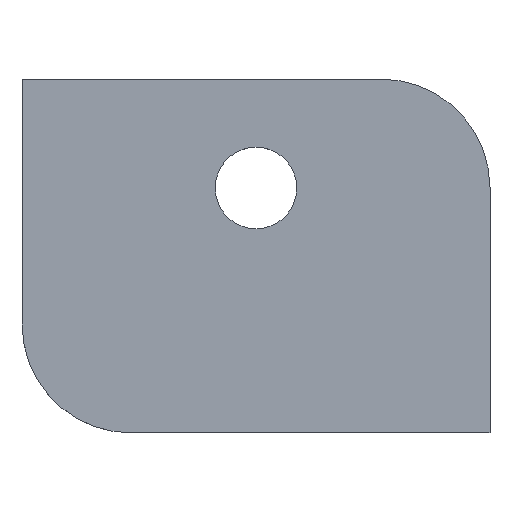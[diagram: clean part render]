
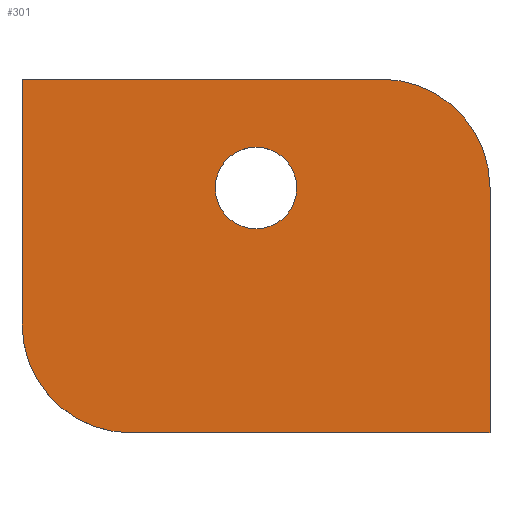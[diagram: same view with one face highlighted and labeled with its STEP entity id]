
A CAD part, top view. The second image highlights one B-rep face of the part: STEP entity #301.
In plain terms, the highlighted planar face has unit normal (0, 0, 1).
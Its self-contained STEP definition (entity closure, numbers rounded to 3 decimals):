
#1 = CARTESIAN_POINT ( 'NONE',  ( 0., 0., 0. ) ) ;
#3 = CARTESIAN_POINT ( 'NONE',  ( -20., 45., 0. ) ) ;
#4 = VERTEX_POINT ( 'NONE', #7 ) ;
#7 = CARTESIAN_POINT ( 'NONE',  ( -20., 65., 0. ) ) ;
#10 = ORIENTED_EDGE ( 'NONE', *, *, #216, .T. ) ;
#13 = VERTEX_POINT ( 'NONE', #40 ) ;
#16 = ORIENTED_EDGE ( 'NONE', *, *, #82, .F. ) ;
#25 = CARTESIAN_POINT ( 'NONE',  ( 0., 65., 0. ) ) ;
#32 = ORIENTED_EDGE ( 'NONE', *, *, #162, .T. ) ;
#33 = DIRECTION ( 'NONE',  ( 1., 0., 0. ) ) ;
#34 = CIRCLE ( 'NONE', #243, 20. ) ;
#35 = CIRCLE ( 'NONE', #92, 7.5 ) ;
#36 = CARTESIAN_POINT ( 'NONE',  ( -50.5, 45., 0. ) ) ;
#40 = CARTESIAN_POINT ( 'NONE',  ( -86., 20., 0. ) ) ;
#47 = VERTEX_POINT ( 'NONE', #113 ) ;
#48 = ORIENTED_EDGE ( 'NONE', *, *, #326, .T. ) ;
#62 = DIRECTION ( 'NONE',  ( 0., 0., 1. ) ) ;
#65 = VERTEX_POINT ( 'NONE', #246 ) ;
#68 = VERTEX_POINT ( 'NONE', #286 ) ;
#82 = EDGE_CURVE ( 'NONE', #298, #349, #35, .T. ) ;
#85 = LINE ( 'NONE', #328, #204 ) ;
#90 = FACE_BOUND ( 'NONE', #333, .T. ) ;
#92 = AXIS2_PLACEMENT_3D ( 'NONE', #167, #292, #142 ) ;
#96 = PLANE ( 'NONE',  #257 ) ;
#99 = AXIS2_PLACEMENT_3D ( 'NONE', #163, #189, #235 ) ;
#113 = CARTESIAN_POINT ( 'NONE',  ( 0., 0., 0. ) ) ;
#118 = DIRECTION ( 'NONE',  ( 0., 0., 1. ) ) ;
#119 = ORIENTED_EDGE ( 'NONE', *, *, #254, .T. ) ;
#142 = DIRECTION ( 'NONE',  ( 1., 0., 0. ) ) ;
#145 = CIRCLE ( 'NONE', #99, 20. ) ;
#151 = LINE ( 'NONE', #25, #171 ) ;
#157 = CARTESIAN_POINT ( 'NONE',  ( -35.5, 45., 0. ) ) ;
#162 = EDGE_CURVE ( 'NONE', #4, #264, #151, .T. ) ;
#163 = CARTESIAN_POINT ( 'NONE',  ( -66., 20., 0. ) ) ;
#167 = CARTESIAN_POINT ( 'NONE',  ( -43., 45., 0. ) ) ;
#169 = EDGE_CURVE ( 'NONE', #68, #4, #34, .T. ) ;
#171 = VECTOR ( 'NONE', #258, 1000. ) ;
#175 = CARTESIAN_POINT ( 'NONE',  ( -43., 45., 0. ) ) ;
#178 = DIRECTION ( 'NONE',  ( 0., 0., 1. ) ) ;
#189 = DIRECTION ( 'NONE',  ( 0., 0., 1. ) ) ;
#197 = DIRECTION ( 'NONE',  ( 0., 1., 0. ) ) ;
#203 = FACE_OUTER_BOUND ( 'NONE', #275, .T. ) ;
#204 = VECTOR ( 'NONE', #33, 1000. ) ;
#206 = DIRECTION ( 'NONE',  ( 1., 0., 0. ) ) ;
#216 = EDGE_CURVE ( 'NONE', #65, #47, #85, .T. ) ;
#223 = VECTOR ( 'NONE', #197, 1000. ) ;
#229 = CARTESIAN_POINT ( 'NONE',  ( 0., 0., 0. ) ) ;
#233 = LINE ( 'NONE', #1, #223 ) ;
#235 = DIRECTION ( 'NONE',  ( 1., 0., 0. ) ) ;
#237 = EDGE_CURVE ( 'NONE', #349, #298, #322, .T. ) ;
#239 = ORIENTED_EDGE ( 'NONE', *, *, #237, .F. ) ;
#243 = AXIS2_PLACEMENT_3D ( 'NONE', #3, #178, #324 ) ;
#246 = CARTESIAN_POINT ( 'NONE',  ( -66., 0., 0. ) ) ;
#254 = EDGE_CURVE ( 'NONE', #47, #68, #233, .T. ) ;
#257 = AXIS2_PLACEMENT_3D ( 'NONE', #229, #62, #206 ) ;
#258 = DIRECTION ( 'NONE',  ( -1., 0., 0. ) ) ;
#261 = DIRECTION ( 'NONE',  ( 1., 0., 0. ) ) ;
#264 = VERTEX_POINT ( 'NONE', #380 ) ;
#269 = ORIENTED_EDGE ( 'NONE', *, *, #283, .T. ) ;
#275 = EDGE_LOOP ( 'NONE', ( #119, #282, #32, #269, #48, #10 ) ) ;
#282 = ORIENTED_EDGE ( 'NONE', *, *, #169, .T. ) ;
#283 = EDGE_CURVE ( 'NONE', #264, #13, #354, .T. ) ;
#286 = CARTESIAN_POINT ( 'NONE',  ( 0., 45., 0. ) ) ;
#292 = DIRECTION ( 'NONE',  ( 0., 0., 1. ) ) ;
#298 = VERTEX_POINT ( 'NONE', #36 ) ;
#301 = ADVANCED_FACE ( 'NONE', ( #90, #203 ), #96, .T. ) ;
#318 = VECTOR ( 'NONE', #348, 1000. ) ;
#322 = CIRCLE ( 'NONE', #376, 7.5 ) ;
#323 = CARTESIAN_POINT ( 'NONE',  ( -86., 0., 0. ) ) ;
#324 = DIRECTION ( 'NONE',  ( 1., 0., 0. ) ) ;
#326 = EDGE_CURVE ( 'NONE', #13, #65, #145, .T. ) ;
#328 = CARTESIAN_POINT ( 'NONE',  ( 0., 0., 0. ) ) ;
#333 = EDGE_LOOP ( 'NONE', ( #239, #16 ) ) ;
#348 = DIRECTION ( 'NONE',  ( 0., -1., 0. ) ) ;
#349 = VERTEX_POINT ( 'NONE', #157 ) ;
#354 = LINE ( 'NONE', #323, #318 ) ;
#376 = AXIS2_PLACEMENT_3D ( 'NONE', #175, #118, #261 ) ;
#380 = CARTESIAN_POINT ( 'NONE',  ( -86., 65., 0. ) ) ;
